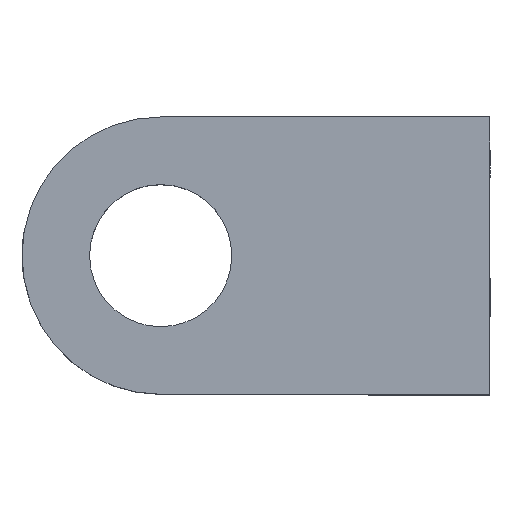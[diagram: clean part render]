
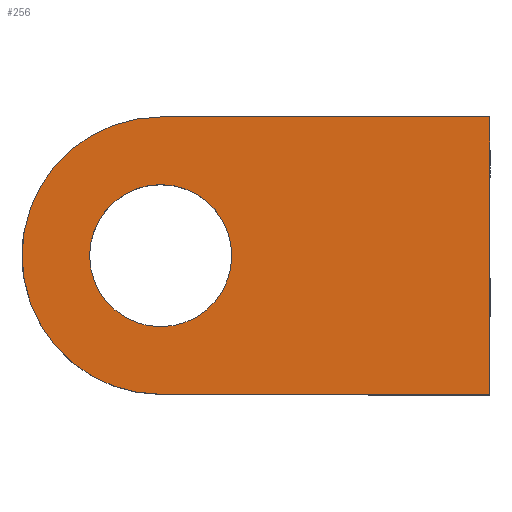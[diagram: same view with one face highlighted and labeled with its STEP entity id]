
A CAD part, top view. The second image highlights one B-rep face of the part: STEP entity #256.
In plain terms, the highlighted planar face has unit normal (0, 0, 1).
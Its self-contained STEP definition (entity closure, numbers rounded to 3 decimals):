
#25=FACE_BOUND('',#48,.T.);
#34=FACE_OUTER_BOUND('',#47,.T.);
#47=EDGE_LOOP('',(#185,#186,#187,#188));
#48=EDGE_LOOP('',(#189));
#68=CIRCLE('',#294,8.);
#69=CIRCLE('',#295,4.1);
#78=LINE('',#389,#99);
#83=LINE('',#403,#104);
#84=LINE('',#404,#105);
#99=VECTOR('',#319,10.);
#104=VECTOR('',#330,10.);
#105=VECTOR('',#331,19.152);
#119=VERTEX_POINT('',#385);
#121=VERTEX_POINT('',#388);
#126=VERTEX_POINT('',#400);
#127=VERTEX_POINT('',#402);
#128=VERTEX_POINT('',#405);
#144=EDGE_CURVE('',#121,#119,#78,.T.);
#150=EDGE_CURVE('',#126,#119,#68,.T.);
#151=EDGE_CURVE('',#127,#126,#83,.T.);
#152=EDGE_CURVE('',#127,#121,#84,.T.);
#153=EDGE_CURVE('',#128,#128,#69,.T.);
#185=ORIENTED_EDGE('',*,*,#150,.F.);
#186=ORIENTED_EDGE('',*,*,#151,.F.);
#187=ORIENTED_EDGE('',*,*,#152,.T.);
#188=ORIENTED_EDGE('',*,*,#144,.T.);
#189=ORIENTED_EDGE('',*,*,#153,.T.);
#249=PLANE('',#293);
#256=ADVANCED_FACE('',(#34,#25),#249,.T.);
#293=AXIS2_PLACEMENT_3D('',#399,#326,#327);
#294=AXIS2_PLACEMENT_3D('',#401,#328,#329);
#295=AXIS2_PLACEMENT_3D('',#406,#332,#333);
#319=DIRECTION('',(-1.,0.,0.));
#326=DIRECTION('center_axis',(0.,0.,
1.));
#327=DIRECTION('ref_axis',(0.707,0.707,0.));
#328=DIRECTION('center_axis',(0.,0.,-1.));
#329=DIRECTION('ref_axis',(-0.707,0.707,0.));
#330=DIRECTION('',(-1.,0.,0.));
#331=DIRECTION('',(0.,1.,0.));
#332=DIRECTION('center_axis',(0.,0.,-1.));
#333=DIRECTION('ref_axis',(-1.,0.,0.));
#385=CARTESIAN_POINT('',(38.68,-50.491,18.727));
#388=CARTESIAN_POINT('',(57.68,-50.491,18.727));
#389=CARTESIAN_POINT('',(50.68,-50.491,18.727));
#399=CARTESIAN_POINT('Origin',(50.68,-47.266,18.727));
#400=CARTESIAN_POINT('',(38.68,-66.491,18.727));
#401=CARTESIAN_POINT('Origin',(38.68,-58.491,18.727));
#402=CARTESIAN_POINT('',(57.68,-66.491,18.727));
#403=CARTESIAN_POINT('',(50.68,-66.491,18.727));
#404=CARTESIAN_POINT('',(57.68,-47.266,18.727));
#405=CARTESIAN_POINT('',(42.78,-58.491,18.727));
#406=CARTESIAN_POINT('Origin',(38.68,-58.491,18.727));
